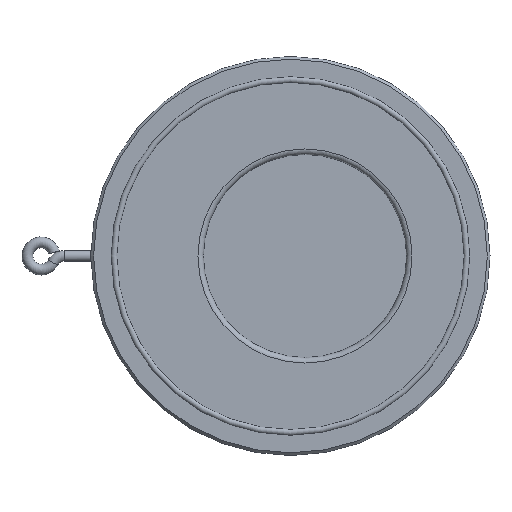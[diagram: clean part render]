
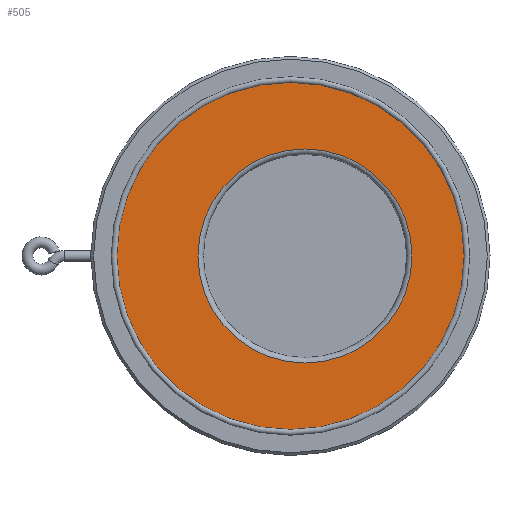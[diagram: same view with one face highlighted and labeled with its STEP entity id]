
A CAD part, left-side view. The second image highlights one B-rep face of the part: STEP entity #505.
In plain terms, the highlighted planar face has unit normal (-1, 0, 0).
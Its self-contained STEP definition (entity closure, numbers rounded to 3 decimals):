
#474=CARTESIAN_POINT('',(-10.0,51.,0.));
#475=VERTEX_POINT('',#474);
#476=CARTESIAN_POINT('',(-10.0,-8.0,0.0));
#477=DIRECTION('',(-1.0,0.0,0.0));
#478=DIRECTION('',(0.0,-1.0,0.0));
#479=AXIS2_PLACEMENT_3D('',#476,#477,#478);
#480=CIRCLE('',#479,59.0);
#481=EDGE_CURVE('',#475,#475,#480,.T.);
#486=CARTESIAN_POINT('',(-10.0,47.86,0.0));
#487=DIRECTION('',(-1.0,0.0,0.0));
#488=DIRECTION('',(0.0,0.0,1.0));
#489=AXIS2_PLACEMENT_3D('',#486,#487,#488);
#490=PLANE('',#489);
#491=CARTESIAN_POINT('',(-10.0,95.72,0.0));
#492=VERTEX_POINT('',#491);
#493=CARTESIAN_POINT('',(-10.0,0.0,0.0));
#494=DIRECTION('',(1.0,0.0,0.0));
#495=DIRECTION('',(0.0,1.0,0.0));
#496=AXIS2_PLACEMENT_3D('',#493,#494,#495);
#497=CIRCLE('',#496,95.72);
#498=EDGE_CURVE('',#492,#492,#497,.T.);
#499=ORIENTED_EDGE('',*,*,#498,.F.);
#500=EDGE_LOOP('',(#499));
#501=FACE_OUTER_BOUND('',#500,.T.);
#502=ORIENTED_EDGE('',*,*,#481,.F.);
#503=EDGE_LOOP('',(#502));
#504=FACE_BOUND('',#503,.T.);
#505=ADVANCED_FACE('',(#501,#504),#490,.T.);
